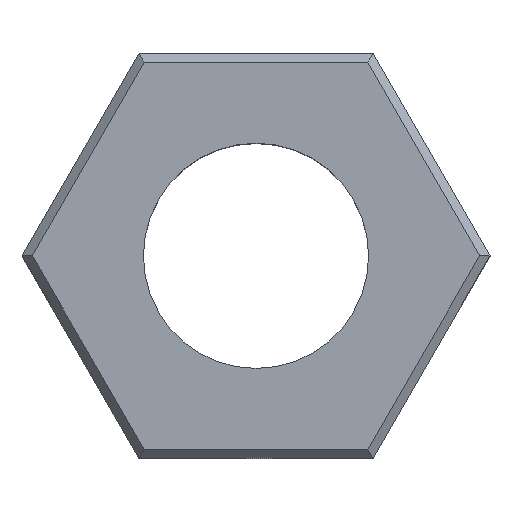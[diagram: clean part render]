
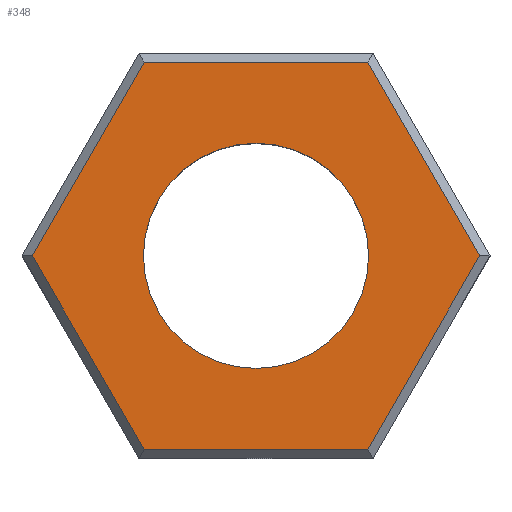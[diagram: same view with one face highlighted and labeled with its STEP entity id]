
A CAD part, top view. The second image highlights one B-rep face of the part: STEP entity #348.
In plain terms, the highlighted planar face has unit normal (0, 0, 1).
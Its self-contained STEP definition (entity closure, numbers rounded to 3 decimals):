
#17=FACE_BOUND('',#60,.T.);
#19=CIRCLE('',#385,2.5);
#37=FACE_OUTER_BOUND('',#59,.T.);
#59=EDGE_LOOP('',(#292,#293,#294,#295,#296,#297));
#60=EDGE_LOOP('',(#298));
#89=LINE('',#537,#132);
#93=LINE('',#544,#136);
#96=LINE('',#550,#139);
#99=LINE('',#555,#142);
#101=LINE('',#559,#144);
#103=LINE('',#562,#146);
#132=VECTOR('',#440,10.);
#136=VECTOR('',#446,10.);
#139=VECTOR('',#451,10.);
#142=VECTOR('',#456,10.);
#144=VECTOR('',#460,10.);
#146=VECTOR('',#464,10.);
#167=VERTEX_POINT('',#535);
#168=VERTEX_POINT('',#536);
#170=VERTEX_POINT('',#543);
#172=VERTEX_POINT('',#549);
#173=VERTEX_POINT('',#554);
#174=VERTEX_POINT('',#558);
#175=VERTEX_POINT('',#566);
#202=EDGE_CURVE('',#167,#168,#89,.T.);
#206=EDGE_CURVE('',#168,#170,#93,.T.);
#209=EDGE_CURVE('',#170,#172,#96,.T.);
#212=EDGE_CURVE('',#172,#173,#99,.T.);
#214=EDGE_CURVE('',#173,#174,#101,.T.);
#216=EDGE_CURVE('',#174,#167,#103,.T.);
#218=EDGE_CURVE('',#175,#175,#19,.T.);
#292=ORIENTED_EDGE('',*,*,#202,.F.);
#293=ORIENTED_EDGE('',*,*,#216,.F.);
#294=ORIENTED_EDGE('',*,*,#214,.F.);
#295=ORIENTED_EDGE('',*,*,#212,.F.);
#296=ORIENTED_EDGE('',*,*,#209,.F.);
#297=ORIENTED_EDGE('',*,*,#206,.F.);
#298=ORIENTED_EDGE('',*,*,#218,.T.);
#328=PLANE('',#384);
#348=ADVANCED_FACE('',(#37,#17),#328,.T.);
#384=AXIS2_PLACEMENT_3D('',#565,#468,#469);
#385=AXIS2_PLACEMENT_3D('',#567,#470,#471);
#440=DIRECTION('',(1.,0.,0.));
#446=DIRECTION('',(0.5,-0.866,0.));
#451=DIRECTION('',(-0.5,-0.866,0.));
#456=DIRECTION('',(-1.,0.,0.));
#460=DIRECTION('',(-0.5,0.866,0.));
#464=DIRECTION('',(0.5,0.866,0.));
#468=DIRECTION('center_axis',(0.,0.,1.));
#469=DIRECTION('ref_axis',(1.,0.,0.));
#470=DIRECTION('center_axis',(0.,0.,-1.));
#471=DIRECTION('ref_axis',(1.,0.,0.));
#535=CARTESIAN_POINT('',(-2.483,4.3,4.5));
#536=CARTESIAN_POINT('',(2.483,4.3,4.5));
#537=CARTESIAN_POINT('',(1.299,4.3,4.5));
#543=CARTESIAN_POINT('',(4.965,0.,4.5));
#544=CARTESIAN_POINT('',(4.373,1.025,4.5));
#549=CARTESIAN_POINT('',(2.483,-4.3,4.5));
#550=CARTESIAN_POINT('',(3.074,-3.275,4.5));
#554=CARTESIAN_POINT('',(-2.483,-4.3,4.5));
#555=CARTESIAN_POINT('',(-1.299,-4.3,4.5));
#558=CARTESIAN_POINT('',(-4.965,0.,4.5));
#559=CARTESIAN_POINT('',(-4.373,-1.025,4.5));
#562=CARTESIAN_POINT('',(-3.074,3.275,4.5));
#565=CARTESIAN_POINT('Origin',(0.,0.,
4.5));
#566=CARTESIAN_POINT('',(-2.5,0.,4.5));
#567=CARTESIAN_POINT('Origin',(0.,0.,4.5));
